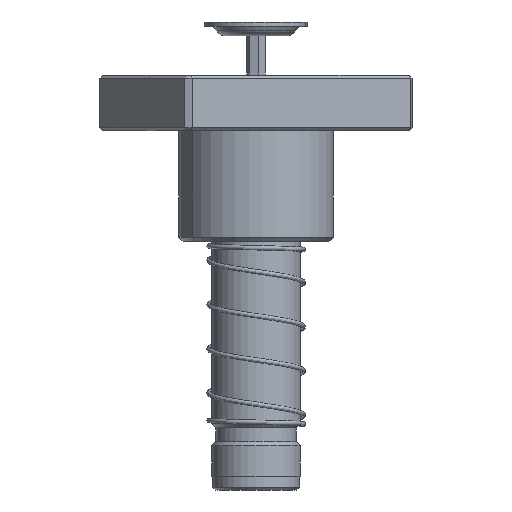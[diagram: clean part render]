
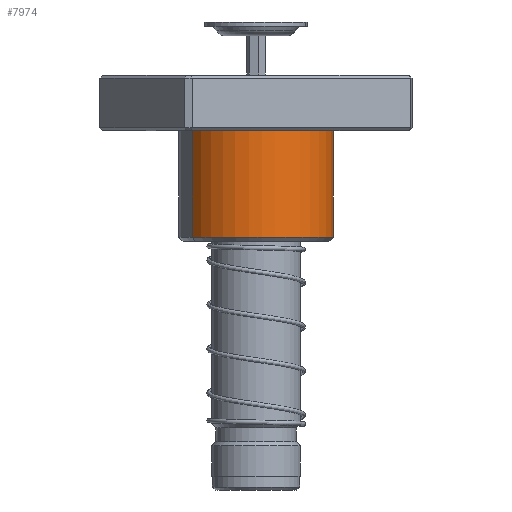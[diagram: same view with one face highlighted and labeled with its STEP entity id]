
A CAD part, front view. The second image highlights one B-rep face of the part: STEP entity #7974.
In plain terms, the highlighted cylindrical face has radius 28 mm (diameter 56 mm), a partial arc.
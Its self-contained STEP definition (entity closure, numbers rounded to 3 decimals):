
#518 = EDGE_CURVE ( 'NONE', #3541, #32948, #22951, .T. ) ;
#3541 = VERTEX_POINT ( 'NONE', #9589 ) ;
#3746 = CIRCLE ( 'NONE', #17631, 28. ) ;
#5400 = EDGE_CURVE ( 'NONE', #32948, #12505, #28277, .T. ) ;
#6388 = CARTESIAN_POINT ( 'NONE',  ( 28., 0., 20. ) ) ;
#6772 = DIRECTION ( 'NONE',  ( 0., 0., -1. ) ) ;
#7974 = ADVANCED_FACE ( 'NONE', ( #25111 ), #16124, .T. ) ;
#9091 = AXIS2_PLACEMENT_3D ( 'NONE', #26419, #21179, #15194 ) ;
#9589 = CARTESIAN_POINT ( 'NONE',  ( 28., 0., 58.5 ) ) ;
#9775 = EDGE_CURVE ( 'NONE', #15401, #31519, #3746, .T. ) ;
#9822 = CARTESIAN_POINT ( 'NONE',  ( -28., 0., 60. ) ) ;
#10172 = DIRECTION ( 'NONE',  ( 0., 0., -1. ) ) ;
#11299 = DIRECTION ( 'NONE',  ( 0., 0., 1. ) ) ;
#11614 = VECTOR ( 'NONE', #10172, 1000. ) ;
#12505 = VERTEX_POINT ( 'NONE', #24536 ) ;
#13292 = DIRECTION ( 'NONE',  ( 0., 0., -1. ) ) ;
#13330 = LINE ( 'NONE', #27385, #25731 ) ;
#13690 = CARTESIAN_POINT ( 'NONE',  ( 0., 0., 20. ) ) ;
#15194 = DIRECTION ( 'NONE',  ( 1., 0., 0. ) ) ;
#15372 = CARTESIAN_POINT ( 'NONE',  ( 0., -28., 20. ) ) ;
#15401 = VERTEX_POINT ( 'NONE', #15372 ) ;
#16124 = CYLINDRICAL_SURFACE ( 'NONE', #21870, 28. ) ;
#16584 = DIRECTION ( 'NONE',  ( 0., 0., 1. ) ) ;
#16806 = ORIENTED_EDGE ( 'NONE', *, *, #29356, .F. ) ;
#16959 = ORIENTED_EDGE ( 'NONE', *, *, #5400, .T. ) ;
#17064 = CARTESIAN_POINT ( 'NONE',  ( 0., 0., 20. ) ) ;
#17631 = AXIS2_PLACEMENT_3D ( 'NONE', #13690, #11299, #30072 ) ;
#19258 = ORIENTED_EDGE ( 'NONE', *, *, #518, .T. ) ;
#20349 = CIRCLE ( 'NONE', #25633, 28. ) ;
#21179 = DIRECTION ( 'NONE',  ( 0., 0., -1. ) ) ;
#21253 = ORIENTED_EDGE ( 'NONE', *, *, #33689, .T. ) ;
#21870 = AXIS2_PLACEMENT_3D ( 'NONE', #23174, #6772, #25933 ) ;
#22951 = CIRCLE ( 'NONE', #9091, 28. ) ;
#23174 = CARTESIAN_POINT ( 'NONE',  ( 0., 0., 60. ) ) ;
#24536 = CARTESIAN_POINT ( 'NONE',  ( -28., 0., 20. ) ) ;
#25111 = FACE_OUTER_BOUND ( 'NONE', #27454, .T. ) ;
#25298 = DIRECTION ( 'NONE',  ( 1., 0., 0. ) ) ;
#25633 = AXIS2_PLACEMENT_3D ( 'NONE', #17064, #16584, #25298 ) ;
#25731 = VECTOR ( 'NONE', #13292, 1000. ) ;
#25933 = DIRECTION ( 'NONE',  ( -1., 0., 0. ) ) ;
#26310 = ORIENTED_EDGE ( 'NONE', *, *, #9775, .T. ) ;
#26419 = CARTESIAN_POINT ( 'NONE',  ( 0., 0., 58.5 ) ) ;
#27385 = CARTESIAN_POINT ( 'NONE',  ( 28., 0., 60. ) ) ;
#27454 = EDGE_LOOP ( 'NONE', ( #16806, #19258, #16959, #21253, #26310 ) ) ;
#28277 = LINE ( 'NONE', #9822, #11614 ) ;
#29006 = CARTESIAN_POINT ( 'NONE',  ( -28., 0., 58.5 ) ) ;
#29356 = EDGE_CURVE ( 'NONE', #3541, #31519, #13330, .T. ) ;
#30072 = DIRECTION ( 'NONE',  ( 1., 0., 0. ) ) ;
#31519 = VERTEX_POINT ( 'NONE', #6388 ) ;
#32948 = VERTEX_POINT ( 'NONE', #29006 ) ;
#33689 = EDGE_CURVE ( 'NONE', #12505, #15401, #20349, .T. ) ;
